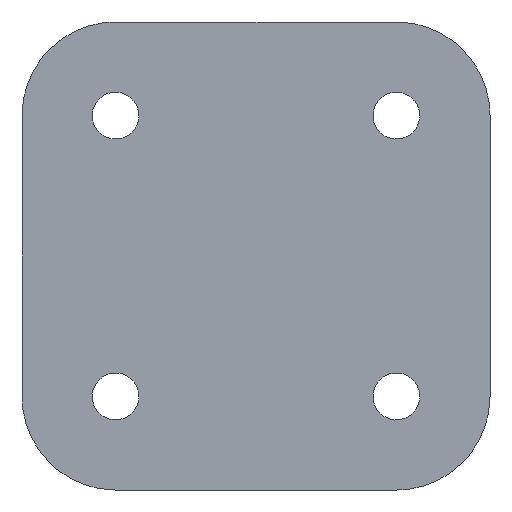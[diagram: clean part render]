
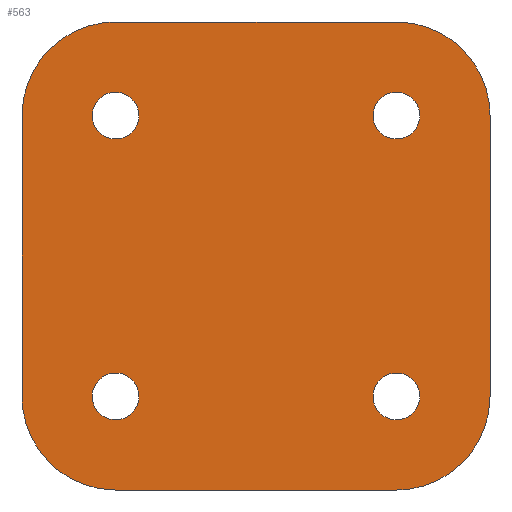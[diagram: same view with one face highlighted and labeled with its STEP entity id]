
A CAD part, front view. The second image highlights one B-rep face of the part: STEP entity #563.
In plain terms, the highlighted planar face has unit normal (0, -1, 0).
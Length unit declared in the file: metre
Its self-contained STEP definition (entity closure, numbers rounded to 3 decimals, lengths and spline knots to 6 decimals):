
#4 = CARTESIAN_POINT('NONE', (-0.254, 0, -0));
#5 = VERTEX_POINT('NONE', #4);
#6 = CARTESIAN_POINT('NONE', (-0.254, 0, 0.1524));
#7 = VERTEX_POINT('NONE', #6);
#12 = CARTESIAN_POINT('NONE', (-0.1524, 0, 0.254));
#13 = VERTEX_POINT('NONE', #12);
#16 = CARTESIAN_POINT('NONE', (0.1524, 0, 0.254));
#17 = VERTEX_POINT('NONE', #16);
#20 = CARTESIAN_POINT('NONE', (0.254, 0, 0.1524));
#21 = VERTEX_POINT('NONE', #20);
#24 = CARTESIAN_POINT('NONE', (0.254, 0, -0.1524));
#25 = VERTEX_POINT('NONE', #24);
#28 = CARTESIAN_POINT('NONE', (0.1524, 0, -0.254));
#29 = VERTEX_POINT('NONE', #28);
#32 = CARTESIAN_POINT('NONE', (-0.1524, 0, -0.254));
#33 = VERTEX_POINT('NONE', #32);
#36 = CARTESIAN_POINT('NONE', (-0.254, 0, -0.1524));
#37 = VERTEX_POINT('NONE', #36);
#40 = CARTESIAN_POINT('NONE', (-0.127, 0, -0.1524));
#41 = VERTEX_POINT('NONE', #40);
#44 = CARTESIAN_POINT('NONE', (0.1778, 0, -0.1524));
#45 = VERTEX_POINT('NONE', #44);
#48 = CARTESIAN_POINT('NONE', (-0.127, 0, 0.1524));
#49 = VERTEX_POINT('NONE', #48);
#52 = CARTESIAN_POINT('NONE', (0.1778, 0, 0.1524));
#53 = VERTEX_POINT('NONE', #52);
#56 = DIRECTION('NONE', (0, 0, 1));
#57 = VECTOR('NONE', #56, 0.1524);
#58 = CARTESIAN_POINT('NONE', (-0.254, 0, -0));
#59 = LINE('NONE', #58, #57);
#72 = CARTESIAN_POINT('NONE', (-0.254, 0, 0.1524));
#73 = CARTESIAN_POINT('NONE', (-0.254, 0, 0.254));
#74 = CARTESIAN_POINT('NONE', (-0.1524, 0, 0.254));
#75 = (
  BOUNDED_CURVE()
  B_SPLINE_CURVE(2, (#72, #73, #74), .UNSPECIFIED., .F., .F.)
  B_SPLINE_CURVE_WITH_KNOTS((3, 3), (6, 7), .UNSPECIFIED.)
  CURVE()
  GEOMETRIC_REPRESENTATION_ITEM()
  RATIONAL_B_SPLINE_CURVE((1, 0.707, 1))
  REPRESENTATION_ITEM('NONE')
);
#84 = DIRECTION('NONE', (1, 0, 0));
#85 = VECTOR('NONE', #84, 0.3048);
#86 = CARTESIAN_POINT('NONE', (-0.1524, 0, 0.254));
#87 = LINE('NONE', #86, #85);
#96 = CARTESIAN_POINT('NONE', (0.1524, 0, 0.254));
#97 = CARTESIAN_POINT('NONE', (0.254, 0, 0.254));
#98 = CARTESIAN_POINT('NONE', (0.254, 0, 0.1524));
#99 = (
  BOUNDED_CURVE()
  B_SPLINE_CURVE(2, (#96, #97, #98), .UNSPECIFIED., .F., .F.)
  B_SPLINE_CURVE_WITH_KNOTS((3, 3), (19, 20), .UNSPECIFIED.)
  CURVE()
  GEOMETRIC_REPRESENTATION_ITEM()
  RATIONAL_B_SPLINE_CURVE((1, 0.707, 1))
  REPRESENTATION_ITEM('NONE')
);
#108 = DIRECTION('NONE', (0, 0, -1));
#109 = VECTOR('NONE', #108, 0.3048);
#110 = CARTESIAN_POINT('NONE', (0.254, 0, 0.1524));
#111 = LINE('NONE', #110, #109);
#120 = CARTESIAN_POINT('NONE', (0.254, 0, -0.1524));
#121 = CARTESIAN_POINT('NONE', (0.254, 0, -0.254));
#122 = CARTESIAN_POINT('NONE', (0.1524, 0, -0.254));
#123 = (
  BOUNDED_CURVE()
  B_SPLINE_CURVE(2, (#120, #121, #122), .UNSPECIFIED., .F., .F.)
  B_SPLINE_CURVE_WITH_KNOTS((3, 3), (32, 33), .UNSPECIFIED.)
  CURVE()
  GEOMETRIC_REPRESENTATION_ITEM()
  RATIONAL_B_SPLINE_CURVE((1, 0.707, 1))
  REPRESENTATION_ITEM('NONE')
);
#132 = DIRECTION('NONE', (-1, 0, 0));
#133 = VECTOR('NONE', #132, 0.3048);
#134 = CARTESIAN_POINT('NONE', (0.1524, 0, -0.254));
#135 = LINE('NONE', #134, #133);
#144 = CARTESIAN_POINT('NONE', (-0.1524, 0, -0.254));
#145 = CARTESIAN_POINT('NONE', (-0.254, 0, -0.254));
#146 = CARTESIAN_POINT('NONE', (-0.254, 0, -0.1524));
#147 = (
  BOUNDED_CURVE()
  B_SPLINE_CURVE(2, (#144, #145, #146), .UNSPECIFIED., .F., .F.)
  B_SPLINE_CURVE_WITH_KNOTS((3, 3), (45, 46), .UNSPECIFIED.)
  CURVE()
  GEOMETRIC_REPRESENTATION_ITEM()
  RATIONAL_B_SPLINE_CURVE((1, 0.707, 1))
  REPRESENTATION_ITEM('NONE')
);
#156 = DIRECTION('NONE', (0, 0, 1));
#157 = VECTOR('NONE', #156, 0.1524);
#158 = CARTESIAN_POINT('NONE', (-0.254, 0, -0.1524));
#159 = LINE('NONE', #158, #157);
#164 = CARTESIAN_POINT('NONE', (-0.127, 0, -0.1524));
#165 = CARTESIAN_POINT('NONE', (-0.127, 0, -0.127));
#166 = CARTESIAN_POINT('NONE', (-0.1524, 0, -0.127));
#167 = CARTESIAN_POINT('NONE', (-0.1778, 0, -0.127));
#168 = CARTESIAN_POINT('NONE', (-0.1778, 0, -0.1524));
#169 = CARTESIAN_POINT('NONE', (-0.1778, 0, -0.1778));
#170 = CARTESIAN_POINT('NONE', (-0.1524, 0, -0.1778));
#171 = CARTESIAN_POINT('NONE', (-0.127, 0, -0.1778));
#172 = CARTESIAN_POINT('NONE', (-0.127, 0, -0.1524));
#173 = (
  BOUNDED_CURVE()
  B_SPLINE_CURVE(2, (#164, #165, #166, #167, #168, #169, #170, #171, #172), .UNSPECIFIED., .F., .F.)
  B_SPLINE_CURVE_WITH_KNOTS((3, 2, 2, 2, 3), (52, 52.25, 52.5, 52.75, 53), .UNSPECIFIED.)
  CURVE()
  GEOMETRIC_REPRESENTATION_ITEM()
  RATIONAL_B_SPLINE_CURVE((1, 0.707, 1, 0.707, 1, 0.707, 1, 0.707, 1))
  REPRESENTATION_ITEM('NONE')
);
#188 = CARTESIAN_POINT('NONE', (0.1778, 0, -0.1524));
#189 = CARTESIAN_POINT('NONE', (0.1778, 0, -0.127));
#190 = CARTESIAN_POINT('NONE', (0.1524, 0, -0.127));
#191 = CARTESIAN_POINT('NONE', (0.127, 0, -0.127));
#192 = CARTESIAN_POINT('NONE', (0.127, 0, -0.1524));
#193 = CARTESIAN_POINT('NONE', (0.127, 0, -0.1778));
#194 = CARTESIAN_POINT('NONE', (0.1524, 0, -0.1778));
#195 = CARTESIAN_POINT('NONE', (0.1778, 0, -0.1778));
#196 = CARTESIAN_POINT('NONE', (0.1778, 0, -0.1524));
#197 = (
  BOUNDED_CURVE()
  B_SPLINE_CURVE(2, (#188, #189, #190, #191, #192, #193, #194, #195, #196), .UNSPECIFIED., .F., .F.)
  B_SPLINE_CURVE_WITH_KNOTS((3, 2, 2, 2, 3), (53, 53.25, 53.5, 53.75, 54), .UNSPECIFIED.)
  CURVE()
  GEOMETRIC_REPRESENTATION_ITEM()
  RATIONAL_B_SPLINE_CURVE((1, 0.707, 1, 0.707, 1, 0.707, 1, 0.707, 1))
  REPRESENTATION_ITEM('NONE')
);
#212 = CARTESIAN_POINT('NONE', (-0.127, 0, 0.1524));
#213 = CARTESIAN_POINT('NONE', (-0.127, 0, 0.1778));
#214 = CARTESIAN_POINT('NONE', (-0.1524, 0, 0.1778));
#215 = CARTESIAN_POINT('NONE', (-0.1778, 0, 0.1778));
#216 = CARTESIAN_POINT('NONE', (-0.1778, 0, 0.1524));
#217 = CARTESIAN_POINT('NONE', (-0.1778, 0, 0.127));
#218 = CARTESIAN_POINT('NONE', (-0.1524, 0, 0.127));
#219 = CARTESIAN_POINT('NONE', (-0.127, 0, 0.127));
#220 = CARTESIAN_POINT('NONE', (-0.127, 0, 0.1524));
#221 = (
  BOUNDED_CURVE()
  B_SPLINE_CURVE(2, (#212, #213, #214, #215, #216, #217, #218, #219, #220), .UNSPECIFIED., .F., .F.)
  B_SPLINE_CURVE_WITH_KNOTS((3, 2, 2, 2, 3), (54, 54.25, 54.5, 54.75, 55), .UNSPECIFIED.)
  CURVE()
  GEOMETRIC_REPRESENTATION_ITEM()
  RATIONAL_B_SPLINE_CURVE((1, 0.707, 1, 0.707, 1, 0.707, 1, 0.707, 1))
  REPRESENTATION_ITEM('NONE')
);
#236 = CARTESIAN_POINT('NONE', (0.1778, 0, 0.1524));
#237 = CARTESIAN_POINT('NONE', (0.1778, 0, 0.1778));
#238 = CARTESIAN_POINT('NONE', (0.1524, 0, 0.1778));
#239 = CARTESIAN_POINT('NONE', (0.127, 0, 0.1778));
#240 = CARTESIAN_POINT('NONE', (0.127, 0, 0.1524));
#241 = CARTESIAN_POINT('NONE', (0.127, 0, 0.127));
#242 = CARTESIAN_POINT('NONE', (0.1524, 0, 0.127));
#243 = CARTESIAN_POINT('NONE', (0.1778, 0, 0.127));
#244 = CARTESIAN_POINT('NONE', (0.1778, 0, 0.1524));
#245 = (
  BOUNDED_CURVE()
  B_SPLINE_CURVE(2, (#236, #237, #238, #239, #240, #241, #242, #243, #244), .UNSPECIFIED., .F., .F.)
  B_SPLINE_CURVE_WITH_KNOTS((3, 2, 2, 2, 3), (55, 55.25, 55.5, 55.75, 56), .UNSPECIFIED.)
  CURVE()
  GEOMETRIC_REPRESENTATION_ITEM()
  RATIONAL_B_SPLINE_CURVE((1, 0.707, 1, 0.707, 1, 0.707, 1, 0.707, 1))
  REPRESENTATION_ITEM('NONE')
);
#260 = EDGE_CURVE('NONE', #5, #7, #59, .T.);
#264 = EDGE_CURVE('NONE', #7, #13, #75, .T.);
#267 = EDGE_CURVE('NONE', #13, #17, #87, .T.);
#270 = EDGE_CURVE('NONE', #17, #21, #99, .T.);
#273 = EDGE_CURVE('NONE', #21, #25, #111, .T.);
#276 = EDGE_CURVE('NONE', #25, #29, #123, .T.);
#279 = EDGE_CURVE('NONE', #29, #33, #135, .T.);
#282 = EDGE_CURVE('NONE', #33, #37, #147, .T.);
#285 = EDGE_CURVE('NONE', #37, #5, #159, .T.);
#287 = EDGE_CURVE('NONE', #41, #41, #173, .T.);
#290 = EDGE_CURVE('NONE', #45, #45, #197, .T.);
#293 = EDGE_CURVE('NONE', #49, #49, #221, .T.);
#296 = EDGE_CURVE('NONE', #53, #53, #245, .T.);
#364 = ORIENTED_EDGE('NONE', *, *, #260, .T.);
#365 = ORIENTED_EDGE('NONE', *, *, #264, .T.);
#366 = ORIENTED_EDGE('NONE', *, *, #267, .T.);
#367 = ORIENTED_EDGE('NONE', *, *, #270, .T.);
#368 = ORIENTED_EDGE('NONE', *, *, #273, .T.);
#369 = ORIENTED_EDGE('NONE', *, *, #276, .T.);
#370 = ORIENTED_EDGE('NONE', *, *, #279, .T.);
#371 = ORIENTED_EDGE('NONE', *, *, #282, .T.);
#372 = ORIENTED_EDGE('NONE', *, *, #285, .T.);
#373 = EDGE_LOOP('NONE', (#364, #365, #366, #367, #368, #369, #370, #371, #372));
#374 = ORIENTED_EDGE('NONE', *, *, #287, .T.);
#375 = EDGE_LOOP('NONE', (#374));
#376 = ORIENTED_EDGE('NONE', *, *, #290, .T.);
#377 = EDGE_LOOP('NONE', (#376));
#378 = ORIENTED_EDGE('NONE', *, *, #293, .T.);
#379 = EDGE_LOOP('NONE', (#378));
#380 = ORIENTED_EDGE('NONE', *, *, #296, .T.);
#381 = EDGE_LOOP('NONE', (#380));
#524 = CARTESIAN_POINT('NONE', (0, 0, -0));
#525 = DIRECTION('NONE', (0, 1, -0));
#526 = AXIS2_PLACEMENT_3D('NONE', #524, #525, $);
#527 = PLANE('NONE', #526);
#558 = FACE_OUTER_BOUND('NONE', #373, .T.);
#559 = FACE_BOUND('NONE', #375, .T.);
#560 = FACE_BOUND('NONE', #377, .T.);
#561 = FACE_BOUND('NONE', #379, .T.);
#562 = FACE_BOUND('NONE', #381, .T.);
#563 = ADVANCED_FACE('NONE', (#558, #559, #560, #561, #562), #527, .F.);
